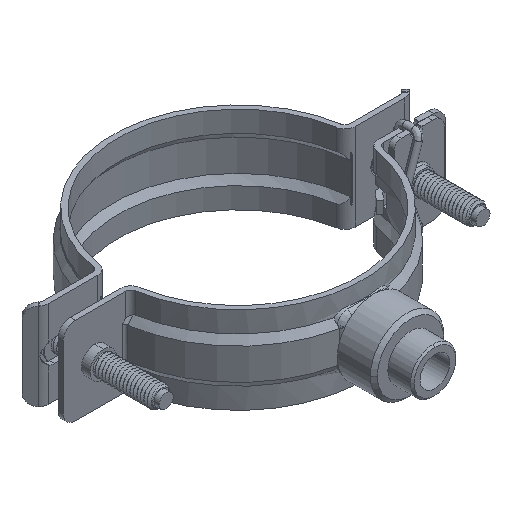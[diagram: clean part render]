
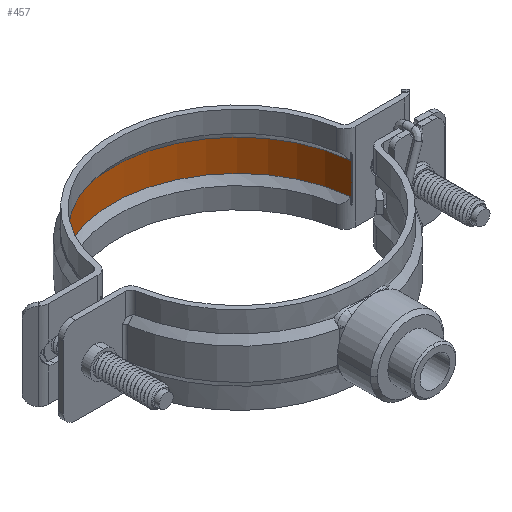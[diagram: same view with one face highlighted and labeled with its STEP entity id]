
A CAD part, isometric view. The second image highlights one B-rep face of the part: STEP entity #457.
In plain terms, the highlighted cylindrical face has radius 36 mm (diameter 72 mm), a partial arc.
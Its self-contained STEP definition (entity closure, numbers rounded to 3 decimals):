
#225 = EDGE_CURVE ( 'NONE', #22019, #20269, #11462, .T. ) ;
#443 = AXIS2_PLACEMENT_3D ( 'NONE', #19179, #22254, #22429 ) ;
#457 = ADVANCED_FACE ( 'NONE', ( #14620 ), #28066, .F. ) ;
#693 = LINE ( 'NONE', #9046, #34311 ) ;
#1051 = DIRECTION ( 'NONE',  ( 0., 0., 1. ) ) ;
#1854 = VECTOR ( 'NONE', #8194, 1000. ) ;
#2049 = DIRECTION ( 'NONE',  ( 0., 0., 1. ) ) ;
#2263 = EDGE_CURVE ( 'NONE', #3558, #22019, #693, .T. ) ;
#2315 = AXIS2_PLACEMENT_3D ( 'NONE', #34713, #21440, #32527 ) ;
#2498 = CARTESIAN_POINT ( 'NONE',  ( 35.832, 3.477, -4.5 ) ) ;
#2799 = VERTEX_POINT ( 'NONE', #16228 ) ;
#2933 = DIRECTION ( 'NONE',  ( 0., 0., -1. ) ) ;
#3558 = VERTEX_POINT ( 'NONE', #34387 ) ;
#3619 = AXIS2_PLACEMENT_3D ( 'NONE', #15627, #21615, #13251 ) ;
#3745 = EDGE_CURVE ( 'NONE', #6260, #26303, #35657, .T. ) ;
#5029 = CARTESIAN_POINT ( 'NONE',  ( 35.832, 3.477, 6.5 ) ) ;
#6260 = VERTEX_POINT ( 'NONE', #9033 ) ;
#6625 = CARTESIAN_POINT ( 'NONE',  ( 35.832, 3.477, -6.5 ) ) ;
#7622 = EDGE_CURVE ( 'NONE', #21170, #21981, #23605, .T. ) ;
#7681 = EDGE_CURVE ( 'NONE', #21981, #20014, #13502, .T. ) ;
#8194 = DIRECTION ( 'NONE',  ( 0., 0., -1. ) ) ;
#8247 = VECTOR ( 'NONE', #19815, 1000. ) ;
#8815 = EDGE_CURVE ( 'NONE', #12688, #31500, #21129, .T. ) ;
#9033 = CARTESIAN_POINT ( 'NONE',  ( -35.832, 3.477, 6.5 ) ) ;
#9046 = CARTESIAN_POINT ( 'NONE',  ( 35.832, 3.477, -19.283 ) ) ;
#9156 = AXIS2_PLACEMENT_3D ( 'NONE', #15166, #32052, #32586 ) ;
#9225 = VERTEX_POINT ( 'NONE', #15830 ) ;
#10069 = EDGE_CURVE ( 'NONE', #20269, #2799, #27821, .T. ) ;
#10225 = ORIENTED_EDGE ( 'NONE', *, *, #7622, .F. ) ;
#10515 = DIRECTION ( 'NONE',  ( 0., 0., -1. ) ) ;
#10870 = DIRECTION ( 'NONE',  ( -1., 0., 0. ) ) ;
#11460 = CARTESIAN_POINT ( 'NONE',  ( -35.832, 3.477, -19.283 ) ) ;
#11462 = CIRCLE ( 'NONE', #443, 36. ) ;
#12066 = DIRECTION ( 'NONE',  ( -1., 0., 0. ) ) ;
#12439 = VECTOR ( 'NONE', #2933, 1000. ) ;
#12585 = EDGE_CURVE ( 'NONE', #6260, #31500, #24261, .T. ) ;
#12688 = VERTEX_POINT ( 'NONE', #13690 ) ;
#12931 = VECTOR ( 'NONE', #26512, 1000. ) ;
#13251 = DIRECTION ( 'NONE',  ( -1., 0., 0. ) ) ;
#13502 = CIRCLE ( 'NONE', #3619, 36. ) ;
#13558 = VECTOR ( 'NONE', #2049, 1000. ) ;
#13690 = CARTESIAN_POINT ( 'NONE',  ( -35.853, 3.25, -6.5 ) ) ;
#14620 = FACE_OUTER_BOUND ( 'NONE', #26163, .T. ) ;
#15166 = CARTESIAN_POINT ( 'NONE',  ( 0., 0., 6.5 ) ) ;
#15627 = CARTESIAN_POINT ( 'NONE',  ( 0., 0., -4.5 ) ) ;
#15830 = CARTESIAN_POINT ( 'NONE',  ( -35.832, 3.477, -6.5 ) ) ;
#16228 = CARTESIAN_POINT ( 'NONE',  ( 35.853, 3.25, -6.5 ) ) ;
#16365 = EDGE_CURVE ( 'NONE', #26303, #3558, #27262, .T. ) ;
#16516 = CARTESIAN_POINT ( 'NONE',  ( 0., 0., -6.5 ) ) ;
#16868 = CARTESIAN_POINT ( 'NONE',  ( 35.853, 3.25, 6.5 ) ) ;
#16940 = CARTESIAN_POINT ( 'NONE',  ( 35.853, 3.25, -19.283 ) ) ;
#17112 = LINE ( 'NONE', #33454, #1854 ) ;
#17242 = ORIENTED_EDGE ( 'NONE', *, *, #32234, .T. ) ;
#17372 = ORIENTED_EDGE ( 'NONE', *, *, #32147, .F. ) ;
#17482 = AXIS2_PLACEMENT_3D ( 'NONE', #23592, #18505, #10870 ) ;
#18505 = DIRECTION ( 'NONE',  ( 0., 0., 1. ) ) ;
#19179 = CARTESIAN_POINT ( 'NONE',  ( 0., 0., 6.5 ) ) ;
#19710 = DIRECTION ( 'NONE',  ( 0., 0., -1. ) ) ;
#19815 = DIRECTION ( 'NONE',  ( 0., 0., -1. ) ) ;
#20014 = VERTEX_POINT ( 'NONE', #30891 ) ;
#20269 = VERTEX_POINT ( 'NONE', #16868 ) ;
#20378 = CIRCLE ( 'NONE', #27925, 36. ) ;
#20920 = CARTESIAN_POINT ( 'NONE',  ( -35.832, 3.477, 4.5 ) ) ;
#21129 = LINE ( 'NONE', #24030, #13558 ) ;
#21170 = VERTEX_POINT ( 'NONE', #6625 ) ;
#21440 = DIRECTION ( 'NONE',  ( 0., 0., -1. ) ) ;
#21615 = DIRECTION ( 'NONE',  ( 0., 0., 1. ) ) ;
#21981 = VERTEX_POINT ( 'NONE', #2498 ) ;
#22019 = VERTEX_POINT ( 'NONE', #5029 ) ;
#22067 = CARTESIAN_POINT ( 'NONE',  ( -35.853, 3.25, 6.5 ) ) ;
#22254 = DIRECTION ( 'NONE',  ( 0., 0., -1. ) ) ;
#22429 = DIRECTION ( 'NONE',  ( -1., 0., 0. ) ) ;
#22454 = ORIENTED_EDGE ( 'NONE', *, *, #2263, .F. ) ;
#22871 = ORIENTED_EDGE ( 'NONE', *, *, #7681, .F. ) ;
#23592 = CARTESIAN_POINT ( 'NONE',  ( 0., 0., -6.5 ) ) ;
#23605 = LINE ( 'NONE', #34691, #12931 ) ;
#23859 = CIRCLE ( 'NONE', #17482, 36. ) ;
#24030 = CARTESIAN_POINT ( 'NONE',  ( -35.853, 3.25, -19.283 ) ) ;
#24076 = ORIENTED_EDGE ( 'NONE', *, *, #10069, .F. ) ;
#24126 = ORIENTED_EDGE ( 'NONE', *, *, #25552, .F. ) ;
#24261 = CIRCLE ( 'NONE', #9156, 36. ) ;
#25552 = EDGE_CURVE ( 'NONE', #20014, #9225, #17112, .T. ) ;
#25696 = CARTESIAN_POINT ( 'NONE',  ( 0., 0., -19.283 ) ) ;
#25974 = AXIS2_PLACEMENT_3D ( 'NONE', #25696, #19710, #12066 ) ;
#26163 = EDGE_LOOP ( 'NONE', ( #27815, #27237, #27068, #34840, #17242, #24126, #22871, #10225, #17372, #24076, #29664, #22454 ) ) ;
#26303 = VERTEX_POINT ( 'NONE', #20920 ) ;
#26512 = DIRECTION ( 'NONE',  ( 0., 0., 1. ) ) ;
#27068 = ORIENTED_EDGE ( 'NONE', *, *, #12585, .T. ) ;
#27237 = ORIENTED_EDGE ( 'NONE', *, *, #3745, .F. ) ;
#27262 = CIRCLE ( 'NONE', #2315, 36. ) ;
#27815 = ORIENTED_EDGE ( 'NONE', *, *, #16365, .F. ) ;
#27821 = LINE ( 'NONE', #16940, #12439 ) ;
#27925 = AXIS2_PLACEMENT_3D ( 'NONE', #16516, #10515, #30663 ) ;
#28066 = CYLINDRICAL_SURFACE ( 'NONE', #25974, 36. ) ;
#29664 = ORIENTED_EDGE ( 'NONE', *, *, #225, .F. ) ;
#30663 = DIRECTION ( 'NONE',  ( -0.995, 0.097, 0. ) ) ;
#30891 = CARTESIAN_POINT ( 'NONE',  ( -35.832, 3.477, -4.5 ) ) ;
#31500 = VERTEX_POINT ( 'NONE', #22067 ) ;
#32052 = DIRECTION ( 'NONE',  ( 0., 0., 1. ) ) ;
#32147 = EDGE_CURVE ( 'NONE', #2799, #21170, #23859, .T. ) ;
#32234 = EDGE_CURVE ( 'NONE', #12688, #9225, #20378, .T. ) ;
#32527 = DIRECTION ( 'NONE',  ( -1., 0., 0. ) ) ;
#32586 = DIRECTION ( 'NONE',  ( -0.995, 0.097, 0. ) ) ;
#33454 = CARTESIAN_POINT ( 'NONE',  ( -35.832, 3.477, -19.283 ) ) ;
#34311 = VECTOR ( 'NONE', #1051, 1000. ) ;
#34387 = CARTESIAN_POINT ( 'NONE',  ( 35.832, 3.477, 4.5 ) ) ;
#34691 = CARTESIAN_POINT ( 'NONE',  ( 35.832, 3.477, -19.283 ) ) ;
#34713 = CARTESIAN_POINT ( 'NONE',  ( 0., 0., 4.5 ) ) ;
#34840 = ORIENTED_EDGE ( 'NONE', *, *, #8815, .F. ) ;
#35657 = LINE ( 'NONE', #11460, #8247 ) ;
